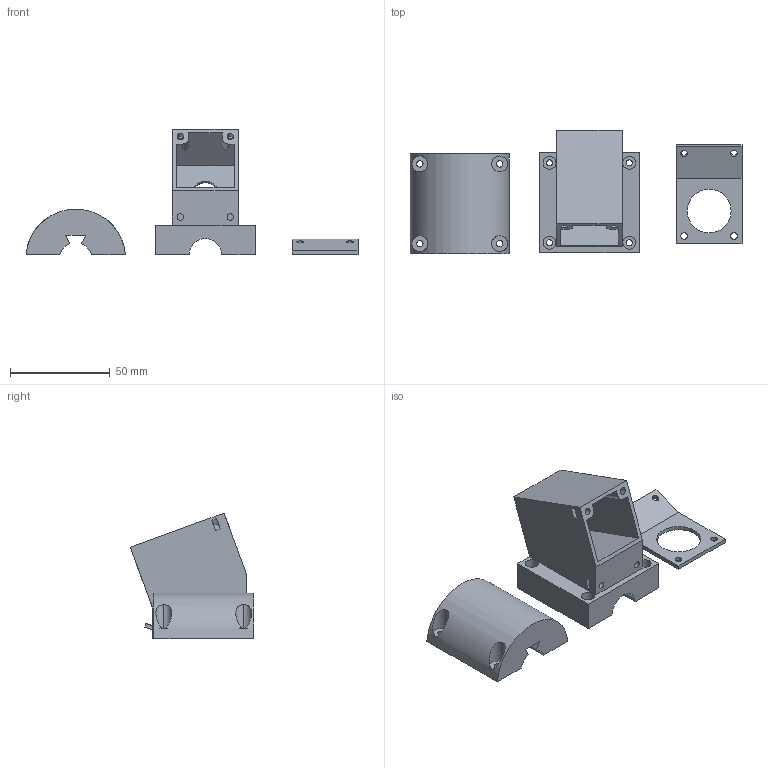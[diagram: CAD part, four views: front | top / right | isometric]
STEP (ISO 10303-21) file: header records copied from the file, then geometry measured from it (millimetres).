
FILE_DESCRIPTION(/* description */ (''),/* implementation_level */ '2;1');
FILE_NAME(/* name */ '',/* time_stamp */ '2025-11-29T16:57:55+09:00',/* author */ (''),/* organization */ (''),/* preprocessor_version */ 'ST-DEVELOPER v20.1',/* originating_system */ 'Autodesk Translation Framework v14.21.0.0',/* authorisation */ '');
FILE_SCHEMA (('AUTOMOTIVE_DESIGN { 1 0 10303 214 3 1 1 }'));
Length unit declared in the file: millimetre
Products named in the file (6): 08_緊急停止スイッチカバー; コンポーネント1; コンポーネント2; コンポーネント3; コンポーネント4; コンポーネント5
Assembly tree (5 placements, depth 3):
  08_緊急停止スイッチカバー
    コンポーネント1
    コンポーネント2
    コンポーネント3
      コンポーネント4
      コンポーネント5
Bounding box: 166.42 x 61.79 x 63.11 mm (x, y, z)
Volume: 97512.5 mm3; surface area: 34880.6 mm2
Topology: 3 solids, 3 shells, 111 faces, 264 edges, 174 vertices
Faces by surface type: plane 73, cylinder 38
Full cylindrical faces by diameter (mm): 3 x4, 3.2 x4, 3.3 x12, 6.5 x4, 8 x2, 12.3 x1, 22 x1
Entity records: 3611 total; most frequent: CARTESIAN_POINT 719, DIRECTION 574, ORIENTED_EDGE 528, EDGE_CURVE 264, AXIS2_PLACEMENT_3D 193, LINE 188, VECTOR 188, VERTEX_POINT 174
